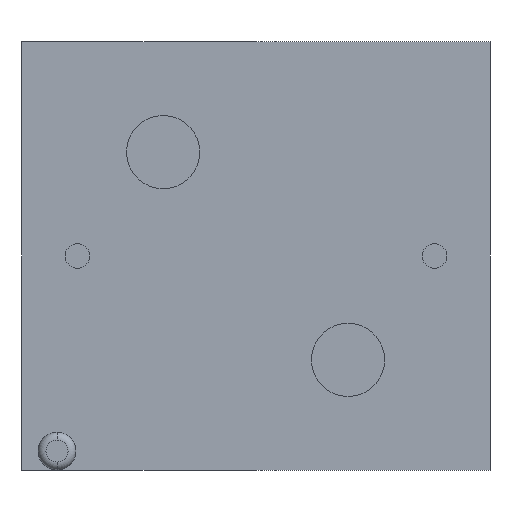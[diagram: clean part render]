
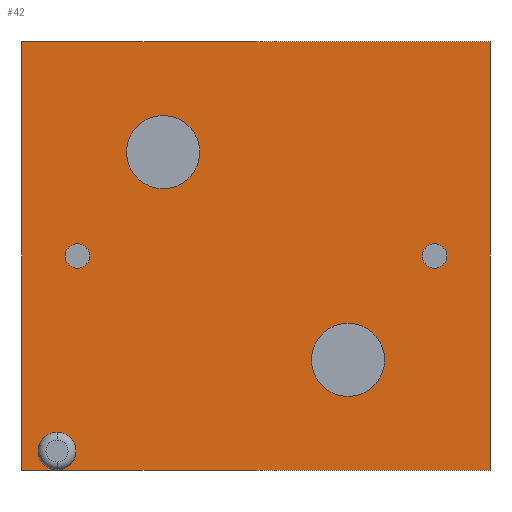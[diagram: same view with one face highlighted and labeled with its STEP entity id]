
A CAD part, front view. The second image highlights one B-rep face of the part: STEP entity #42.
In plain terms, the highlighted planar face has unit normal (0, -1, 0).
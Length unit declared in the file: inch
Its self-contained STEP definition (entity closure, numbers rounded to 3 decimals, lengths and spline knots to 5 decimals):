
#22 = CIRCLE ( 'NONE', #136, 0.024 ) ;
#42 = ADVANCED_FACE ( 'NONE', ( #582, #572, #579, #581, #575, #571 ), #324, .T. ) ;
#48 = EDGE_CURVE ( 'NONE', #340, #346, #255, .T. ) ;
#63 = EDGE_CURVE ( 'NONE', #353, #350, #234, .T. ) ;
#64 = EDGE_CURVE ( 'NONE', #359, #355, #233, .T. ) ;
#66 = EDGE_CURVE ( 'NONE', #364, #362, #407, .T. ) ;
#67 = EDGE_CURVE ( 'NONE', #355, #359, #405, .T. ) ;
#68 = EDGE_CURVE ( 'NONE', #348, #351, #408, .T. ) ;
#69 = EDGE_CURVE ( 'NONE', #351, #336, #404, .T. ) ;
#70 = EDGE_CURVE ( 'NONE', #342, #358, #402, .T. ) ;
#71 = EDGE_CURVE ( 'NONE', #361, #348, #406, .T. ) ;
#73 = EDGE_CURVE ( 'NONE', #336, #361, #397, .T. ) ;
#76 = EDGE_CURVE ( 'NONE', #362, #364, #391, .T. ) ;
#84 = EDGE_CURVE ( 'NONE', #350, #353, #400, .T. ) ;
#86 = EDGE_CURVE ( 'NONE', #346, #340, #22, .T. ) ;
#89 = EDGE_CURVE ( 'NONE', #358, #342, #264, .T. ) ;
#112 = AXIS2_PLACEMENT_3D ( 'NONE', #329, #227, #377 ) ;
#116 = AXIS2_PLACEMENT_3D ( 'NONE', #602, #603, #604 ) ;
#124 = AXIS2_PLACEMENT_3D ( 'NONE', #636, #637, #638 ) ;
#125 = AXIS2_PLACEMENT_3D ( 'NONE', #640, #641, #642 ) ;
#126 = AXIS2_PLACEMENT_3D ( 'NONE', #645, #646, #647 ) ;
#127 = AXIS2_PLACEMENT_3D ( 'NONE', #649, #650, #651 ) ;
#128 = AXIS2_PLACEMENT_3D ( 'NONE', #655, #656, #657 ) ;
#130 = AXIS2_PLACEMENT_3D ( 'NONE', #668, #669, #670 ) ;
#135 = AXIS2_PLACEMENT_3D ( 'NONE', #690, #691, #692 ) ;
#136 = AXIS2_PLACEMENT_3D ( 'NONE', #151, #152, #153 ) ;
#138 = AXIS2_PLACEMENT_3D ( 'NONE', #160, #161, #162 ) ;
#151 = CARTESIAN_POINT ( 'NONE',  ( -0.253, 0., -0.248 ) ) ;
#152 = DIRECTION ( 'NONE',  ( 0., -1., 0. ) ) ;
#153 = DIRECTION ( 'NONE',  ( 0., 0., -1. ) ) ;
#160 = CARTESIAN_POINT ( 'NONE',  ( 0.227, 0., 0. ) ) ;
#161 = DIRECTION ( 'NONE',  ( 0., -1., 0. ) ) ;
#162 = DIRECTION ( 'NONE',  ( 0., 0., -1. ) ) ;
#169 = CARTESIAN_POINT ( 'NONE',  ( 0.227, 0., 0.0155 ) ) ;
#173 = CARTESIAN_POINT ( 'NONE',  ( -0.2975, 0., 0.2725 ) ) ;
#174 = CARTESIAN_POINT ( 'NONE',  ( -0.253, 0., -0.224 ) ) ;
#182 = CARTESIAN_POINT ( 'NONE',  ( -0.253, 0., -0.272 ) ) ;
#184 = CARTESIAN_POINT ( 'NONE',  ( 0.2975, 0., -0.2725 ) ) ;
#186 = CARTESIAN_POINT ( 'NONE',  ( -0.227, 0., -0.0155 ) ) ;
#187 = CARTESIAN_POINT ( 'NONE',  ( -0.2975, 0., -0.2725 ) ) ;
#189 = CARTESIAN_POINT ( 'NONE',  ( -0.227, 0., 0.0155 ) ) ;
#191 = CARTESIAN_POINT ( 'NONE',  ( 0.117, 0., -0.0855 ) ) ;
#194 = CARTESIAN_POINT ( 'NONE',  ( 0.227, 0., -0.0155 ) ) ;
#195 = CARTESIAN_POINT ( 'NONE',  ( 0.117, 0., -0.1785 ) ) ;
#197 = CARTESIAN_POINT ( 'NONE',  ( 0.2975, 0., 0.2725 ) ) ;
#198 = CARTESIAN_POINT ( 'NONE',  ( -0.118, 0., 0.1785 ) ) ;
#200 = CARTESIAN_POINT ( 'NONE',  ( -0.118, 0., 0.0855 ) ) ;
#227 = DIRECTION ( 'NONE',  ( 0., -1., 0. ) ) ;
#233 = CIRCLE ( 'NONE', #125, 0.0465 ) ;
#234 = CIRCLE ( 'NONE', #124, 0.0155 ) ;
#255 = CIRCLE ( 'NONE', #116, 0.024 ) ;
#264 = CIRCLE ( 'NONE', #138, 0.0155 ) ;
#324 = PLANE ( 'NONE',  #112 ) ;
#329 = CARTESIAN_POINT ( 'NONE',  ( 0., 0., 0. ) ) ;
#336 = VERTEX_POINT ( 'NONE', #173 ) ;
#340 = VERTEX_POINT ( 'NONE', #174 ) ;
#342 = VERTEX_POINT ( 'NONE', #169 ) ;
#346 = VERTEX_POINT ( 'NONE', #182 ) ;
#348 = VERTEX_POINT ( 'NONE', #184 ) ;
#350 = VERTEX_POINT ( 'NONE', #186 ) ;
#351 = VERTEX_POINT ( 'NONE', #187 ) ;
#353 = VERTEX_POINT ( 'NONE', #189 ) ;
#355 = VERTEX_POINT ( 'NONE', #191 ) ;
#358 = VERTEX_POINT ( 'NONE', #194 ) ;
#359 = VERTEX_POINT ( 'NONE', #195 ) ;
#361 = VERTEX_POINT ( 'NONE', #197 ) ;
#362 = VERTEX_POINT ( 'NONE', #198 ) ;
#364 = VERTEX_POINT ( 'NONE', #200 ) ;
#377 = DIRECTION ( 'NONE',  ( 0., 0., -1. ) ) ;
#391 = CIRCLE ( 'NONE', #130, 0.0465 ) ;
#394 = VECTOR ( 'NONE', #661, 39.37008 ) ;
#397 = LINE ( 'NONE', #660, #394 ) ;
#398 = VECTOR ( 'NONE', #643, 39.37008 ) ;
#400 = CIRCLE ( 'NONE', #135, 0.0155 ) ;
#401 = VECTOR ( 'NONE', #653, 39.37008 ) ;
#402 = CIRCLE ( 'NONE', #128, 0.0155 ) ;
#403 = VECTOR ( 'NONE', #644, 39.37008 ) ;
#404 = LINE ( 'NONE', #652, #401 ) ;
#405 = CIRCLE ( 'NONE', #127, 0.0465 ) ;
#406 = LINE ( 'NONE', #654, #398 ) ;
#407 = CIRCLE ( 'NONE', #126, 0.0465 ) ;
#408 = LINE ( 'NONE', #648, #403 ) ;
#415 = ORIENTED_EDGE ( 'NONE', *, *, #67, .F. ) ;
#424 = ORIENTED_EDGE ( 'NONE', *, *, #89, .F. ) ;
#429 = ORIENTED_EDGE ( 'NONE', *, *, #69, .F. ) ;
#430 = ORIENTED_EDGE ( 'NONE', *, *, #73, .F. ) ;
#432 = ORIENTED_EDGE ( 'NONE', *, *, #84, .F. ) ;
#433 = ORIENTED_EDGE ( 'NONE', *, *, #70, .F. ) ;
#435 = ORIENTED_EDGE ( 'NONE', *, *, #76, .F. ) ;
#441 = ORIENTED_EDGE ( 'NONE', *, *, #71, .F. ) ;
#444 = ORIENTED_EDGE ( 'NONE', *, *, #63, .F. ) ;
#457 = ORIENTED_EDGE ( 'NONE', *, *, #48, .F. ) ;
#459 = ORIENTED_EDGE ( 'NONE', *, *, #86, .F. ) ;
#485 = EDGE_LOOP ( 'NONE', ( #457, #459 ) ) ;
#491 = ORIENTED_EDGE ( 'NONE', *, *, #64, .F. ) ;
#492 = ORIENTED_EDGE ( 'NONE', *, *, #68, .F. ) ;
#496 = EDGE_LOOP ( 'NONE', ( #433, #424 ) ) ;
#507 = EDGE_LOOP ( 'NONE', ( #514, #435 ) ) ;
#508 = EDGE_LOOP ( 'NONE', ( #441, #430, #429, #492 ) ) ;
#510 = EDGE_LOOP ( 'NONE', ( #491, #415 ) ) ;
#513 = EDGE_LOOP ( 'NONE', ( #444, #432 ) ) ;
#514 = ORIENTED_EDGE ( 'NONE', *, *, #66, .F. ) ;
#571 = FACE_BOUND ( 'NONE', #485, .T. ) ;
#572 = FACE_OUTER_BOUND ( 'NONE', #508, .T. ) ;
#575 = FACE_BOUND ( 'NONE', #513, .T. ) ;
#579 = FACE_BOUND ( 'NONE', #507, .T. ) ;
#581 = FACE_BOUND ( 'NONE', #510, .T. ) ;
#582 = FACE_BOUND ( 'NONE', #496, .T. ) ;
#602 = CARTESIAN_POINT ( 'NONE',  ( -0.253, 0., -0.248 ) ) ;
#603 = DIRECTION ( 'NONE',  ( 0., -1., 0. ) ) ;
#604 = DIRECTION ( 'NONE',  ( 0., 0., -1. ) ) ;
#636 = CARTESIAN_POINT ( 'NONE',  ( -0.227, 0., 0. ) ) ;
#637 = DIRECTION ( 'NONE',  ( 0., -1., 0. ) ) ;
#638 = DIRECTION ( 'NONE',  ( 0., 0., -1. ) ) ;
#640 = CARTESIAN_POINT ( 'NONE',  ( 0.117, 0., -0.132 ) ) ;
#641 = DIRECTION ( 'NONE',  ( 0., -1., 0. ) ) ;
#642 = DIRECTION ( 'NONE',  ( 0., 0., -1. ) ) ;
#643 = DIRECTION ( 'NONE',  ( 0., 0., -1. ) ) ;
#644 = DIRECTION ( 'NONE',  ( -1., 0., 0. ) ) ;
#645 = CARTESIAN_POINT ( 'NONE',  ( -0.118, 0., 0.132 ) ) ;
#646 = DIRECTION ( 'NONE',  ( 0., -1., 0. ) ) ;
#647 = DIRECTION ( 'NONE',  ( 0., 0., -1. ) ) ;
#648 = CARTESIAN_POINT ( 'NONE',  ( -0.2975, 0., -0.2725 ) ) ;
#649 = CARTESIAN_POINT ( 'NONE',  ( 0.117, 0., -0.132 ) ) ;
#650 = DIRECTION ( 'NONE',  ( 0., -1., 0. ) ) ;
#651 = DIRECTION ( 'NONE',  ( 0., 0., -1. ) ) ;
#652 = CARTESIAN_POINT ( 'NONE',  ( -0.2975, 0., 0.2725 ) ) ;
#653 = DIRECTION ( 'NONE',  ( 0., 0., 1. ) ) ;
#654 = CARTESIAN_POINT ( 'NONE',  ( 0.2975, 0., 0.2725 ) ) ;
#655 = CARTESIAN_POINT ( 'NONE',  ( 0.227, 0., 0. ) ) ;
#656 = DIRECTION ( 'NONE',  ( 0., -1., 0. ) ) ;
#657 = DIRECTION ( 'NONE',  ( 0., 0., -1. ) ) ;
#660 = CARTESIAN_POINT ( 'NONE',  ( -0.2975, 0., 0.2725 ) ) ;
#661 = DIRECTION ( 'NONE',  ( 1., 0., 0. ) ) ;
#668 = CARTESIAN_POINT ( 'NONE',  ( -0.118, 0., 0.132 ) ) ;
#669 = DIRECTION ( 'NONE',  ( 0., -1., 0. ) ) ;
#670 = DIRECTION ( 'NONE',  ( 0., 0., -1. ) ) ;
#690 = CARTESIAN_POINT ( 'NONE',  ( -0.227, 0., 0. ) ) ;
#691 = DIRECTION ( 'NONE',  ( 0., -1., 0. ) ) ;
#692 = DIRECTION ( 'NONE',  ( 0., 0., -1. ) ) ;
